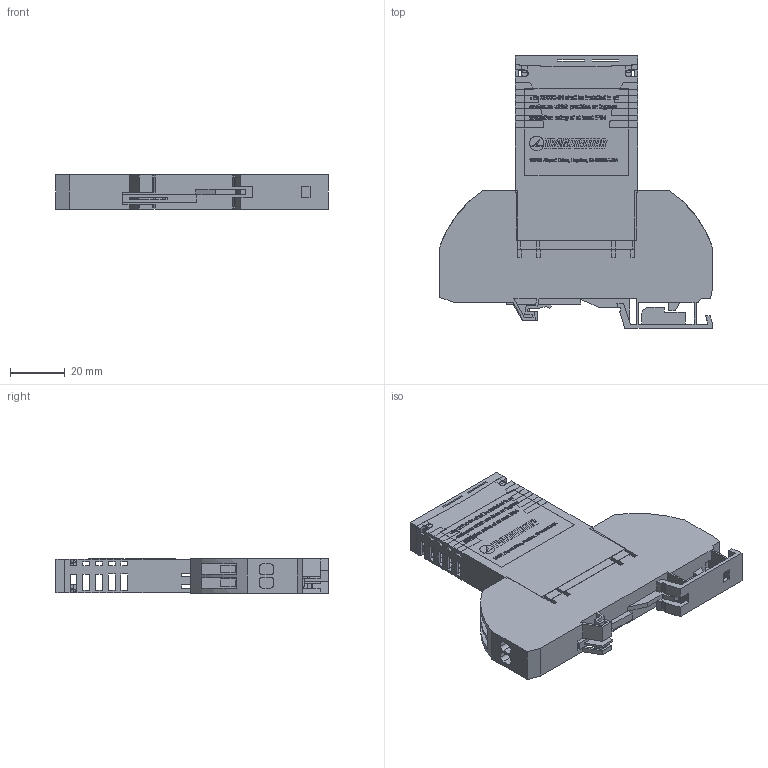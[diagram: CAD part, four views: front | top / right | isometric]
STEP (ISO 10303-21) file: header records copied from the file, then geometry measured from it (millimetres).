
FILE_DESCRIPTION (( 'STEP AP214' ), '1' );
FILE_NAME ('1101-680-E.STEP', '2019-01-24T20:25:26', ( '' ), ( '' ), 'SwSTEP 2.0', 'SolidWorks 2018', '' );
FILE_SCHEMA (( 'AUTOMOTIVE_DESIGN' ));
Length unit declared in the file: inch
Products named in the file (14): Wieland Module top^2002-148; 2003-1920; 2003-2656; 2002-147; 2003-1917; Wieland Module Bottom^2002-148; 1101-680-E; 2002-148
Assembly tree (7 placements, depth 3):
  Wieland Module top^2002-148
  2003-1917
  2002-147
  Wieland Module Bottom^2002-148
  1101-680-E
    2002-147
    2002-148
      Wieland Module Bottom^2002-148
      Wieland Module top^2002-148
    2003-1917
    2003-2656
    2003-1920
Bounding box: 100 x 99.89 x 12.5 mm (x, y, z)
Volume: 43071 mm3; surface area: 39720.3 mm2
Topology: 19 solids, 19 shells, 5073 faces, 13716 edges, 9137 vertices
Faces by surface type: plane 3121, bspline 1793, cylinder 159
Entity records: 294750 total; most frequent: CARTESIAN_POINT 124015, ORIENTED_EDGE 27432, DIRECTION 17040, EDGE_CURVE 13716, VECTOR 9780, LINE 9780, VERTEX_POINT 9137, EDGE_LOOP 5613
